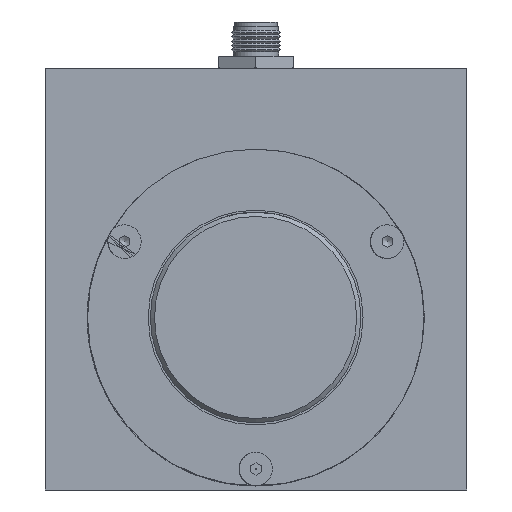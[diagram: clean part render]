
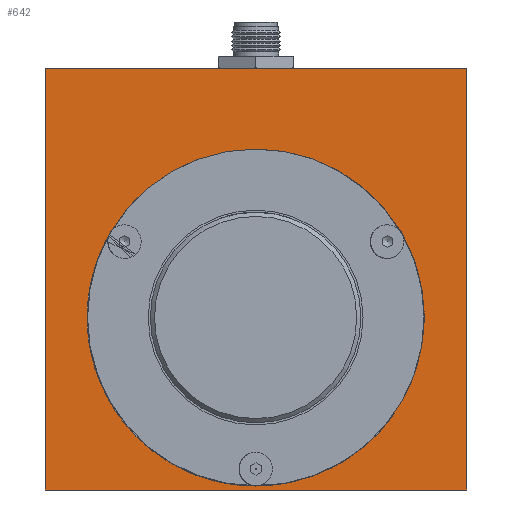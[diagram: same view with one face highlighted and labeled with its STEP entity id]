
A CAD part, left-side view. The second image highlights one B-rep face of the part: STEP entity #642.
In plain terms, the highlighted planar face has unit normal (-1, 0, 0).
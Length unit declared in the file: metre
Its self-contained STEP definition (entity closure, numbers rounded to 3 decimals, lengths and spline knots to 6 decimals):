
#642=ADVANCED_FACE('16:21446',(#1540,#1541),#1542,.T.);
#1540=FACE_BOUND('',#2716,.T.);
#1541=FACE_OUTER_BOUND('',#2717,.T.);
#1542=PLANE('',#2718);
#2716=EDGE_LOOP('',(#4658,#4659,#4660,#4661));
#2717=EDGE_LOOP('',(#4662,#4663,#4664,#4665));
#2718=AXIS2_PLACEMENT_3D('',#4666,#4667,#4668);
#4658=ORIENTED_EDGE('',*,*,#6947,.T.);
#4659=ORIENTED_EDGE('',*,*,#6312,.T.);
#4660=ORIENTED_EDGE('',*,*,#6948,.T.);
#4661=ORIENTED_EDGE('',*,*,#6308,.T.);
#4662=ORIENTED_EDGE('',*,*,#6949,.T.);
#4663=ORIENTED_EDGE('',*,*,#6950,.F.);
#4664=ORIENTED_EDGE('',*,*,#6951,.T.);
#4665=ORIENTED_EDGE('',*,*,#6727,.T.);
#4666=CARTESIAN_POINT('',(-0.05,0.,-0.000001));
#4667=DIRECTION('',(-1.0,0.,0.0));
#4668=DIRECTION('',(0.,1.0,0.0));
#6308=EDGE_CURVE('16:21632',#7463,#7461,#7464,.T.);
#6312=EDGE_CURVE('16:21644',#7456,#7469,#7471,.T.);
#6727=EDGE_CURVE('16:22835',#8171,#8169,#8172,.T.);
#6947=EDGE_CURVE('16:21551',#7461,#7456,#8505,.T.);
#6948=EDGE_CURVE('16:22610',#7469,#7463,#8506,.T.);
#6949=EDGE_CURVE('16:22226',#8169,#8507,#8508,.T.);
#6950=EDGE_CURVE('16:22832',#8509,#8507,#8510,.T.);
#6951=EDGE_CURVE('16:22787',#8509,#8171,#8511,.T.);
#7456=VERTEX_POINT('',#9302);
#7461=VERTEX_POINT('',#9313);
#7463=VERTEX_POINT('',#9316);
#7464=CIRCLE('',#9317,0.039949);
#7469=VERTEX_POINT('',#9323);
#7471=CIRCLE('',#9326,0.039949);
#8169=VERTEX_POINT('',#10666);
#8171=VERTEX_POINT('',#10669);
#8172=LINE('',#10670,#10671);
#8505=CIRCLE('',#11296,0.004);
#8506=CIRCLE('',#11297,0.04);
#8507=VERTEX_POINT('',#11298);
#8508=LINE('',#11299,#11300);
#8509=VERTEX_POINT('',#11301);
#8510=LINE('',#11302,#11303);
#8511=LINE('',#11304,#11305);
#9302=CARTESIAN_POINT('',(-0.05,-0.034929,0.060388));
#9313=CARTESIAN_POINT('',(-0.05,-0.034254,0.061555));
#9316=CARTESIAN_POINT('',(-0.05,0.000088,0.080948));
#9317=AXIS2_PLACEMENT_3D('',#12422,#12423,#12424);
#9323=CARTESIAN_POINT('',(-0.05,-0.034578,0.020992));
#9326=AXIS2_PLACEMENT_3D('',#12430,#12431,#12432);
#10666=CARTESIAN_POINT('',(-0.05,-0.05,0.099999));
#10669=CARTESIAN_POINT('',(-0.05,-0.05,-0.000001));
#10670=CARTESIAN_POINT('',(-0.05,-0.05,-0.000001));
#10671=VECTOR('',#12975,0.000001);
#11296=AXIS2_PLACEMENT_3D('',#13234,#13235,#13236);
#11297=AXIS2_PLACEMENT_3D('',#13237,#13238,#13239);
#11298=CARTESIAN_POINT('',(-0.05,0.05,0.099999));
#11299=CARTESIAN_POINT('',(-0.05,0.05,0.099999));
#11300=VECTOR('',#13240,0.000001);
#11301=CARTESIAN_POINT('',(-0.05,0.05,-0.000001));
#11302=CARTESIAN_POINT('',(-0.05,0.05,-0.000001));
#11303=VECTOR('',#13241,0.000001);
#11304=CARTESIAN_POINT('',(-0.05,0.05,-0.000001));
#11305=VECTOR('',#13242,0.000001);
#12422=CARTESIAN_POINT('',(-0.05,0.,0.040999));
#12423=DIRECTION('',(1.0,0.,0.0));
#12424=DIRECTION('',(0.,-1.0,0.0));
#12430=CARTESIAN_POINT('',(-0.05,0.,0.040999));
#12431=DIRECTION('',(1.0,0.,0.0));
#12432=DIRECTION('',(0.,-1.0,0.0));
#12975=DIRECTION('',(0.0,0.0,1.0));
#13234=CARTESIAN_POINT('',(-0.05,-0.031177,0.059));
#13235=DIRECTION('',(1.0,0.,0.0));
#13236=DIRECTION('',(0.,0.5,0.866));
#13237=CARTESIAN_POINT('',(-0.05,0.000088,0.040948));
#13238=DIRECTION('',(1.0,0.,0.0));
#13239=DIRECTION('',(0.,0.5,0.866));
#13240=DIRECTION('',(0.,1.0,0.0));
#13241=DIRECTION('',(0.0,0.0,1.0));
#13242=DIRECTION('',(0.,-1.0,0.0));
